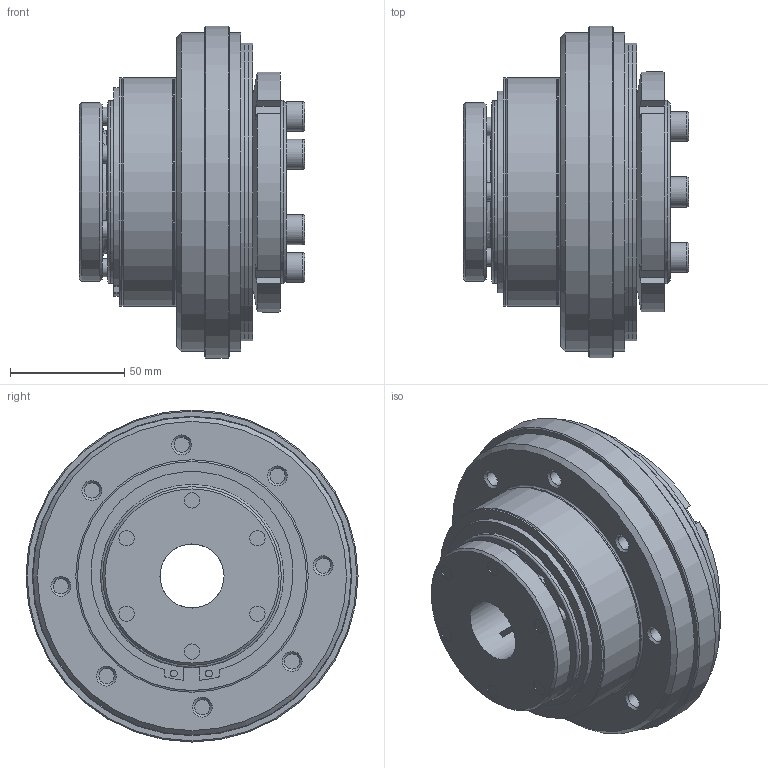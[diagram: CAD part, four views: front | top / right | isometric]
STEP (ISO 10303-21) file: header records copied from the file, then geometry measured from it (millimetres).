
FILE_DESCRIPTION(/* description */ ('Unknown','CAx-IF Rec.Pracs.---Representation and Presentation of Product Manufacturing Information (PMI)---4.0---2014-10-13','CAx-IF Rec.Pracs.---3D Tessellated Geometry---0.4---2014-09-14','2;1'),/* implementation_level */ '2;1');
FILE_NAME(/* name */ 'SKR-K-950',/* time_stamp */ '2023-03-23T16:46:55+01:00',/* author */ ('Unknown'),/* organization */ ('Unknown'),/* preprocessor_version */ 'ST-DEVELOPER v18.102',/* originating_system */ 'Solid Edge',/* authorisation */ 'Unknown');
FILE_SCHEMA (('AP242_MANAGED_MODEL_BASED_3D_ENGINEERING_MIM_LF { 1 0 10303 442 1 1 4 }'));
Length unit declared in the file: millimetre
Products named in the file (14): 00524396; 27923966; kt100797; 20424601; 20423967; kt103851; 20823969; 20902715-Planlage; 20618046; 20123968_oa_0; KT100614; KT100051; KT101793; Text SKR - Logo Serie K950
Assembly tree (20 placements, depth 3):
  00524396
    27923966
    kt100797
    20424601
      20423967
      kt103851
    20823969
    20902715-Planlage  x3
    20618046
    20123968_oa_0
    KT100614  x6
    KT100051
    KT101793
    Text SKR - Logo Serie K950
Bounding box: 98.5 x 145 x 145 mm (x, y, z)
Volume: 734854.1 mm3; surface area: 279958.9 mm2
Topology: 57 solids, 57 shells, 710 faces, 1711 edges, 1124 vertices
Faces by surface type: plane 456, cylinder 120, cone 56, bspline 43, torus 35
Full cylindrical faces by diameter (mm): 3 x2, 4.2 x2, 5 x1, 6.15 x2, 6.647 x17, 6.765 x2, 8 x6, 8.4 x9, 10 x13, 13 x6, 28 x1, 49 x1, 60.154 x1, 61.374 x1, 77 x1, 78 x2, 80 x3, 80.1 x3, 80.2 x2, 80.3 x2, 85 x2, 99.9 x1, 100 x2, 105 x2, 106 x1, 130 x3, 139 x2, 139.5 x2, 145 x1
Entity records: 19963 total; most frequent: CARTESIAN_POINT 6500, ORIENTED_EDGE 2506, DIRECTION 2362, EDGE_CURVE 1253, AXIS2_PLACEMENT_3D 921, VERTEX_POINT 919, FACE_BOUND 894, EDGE_LOOP 878
